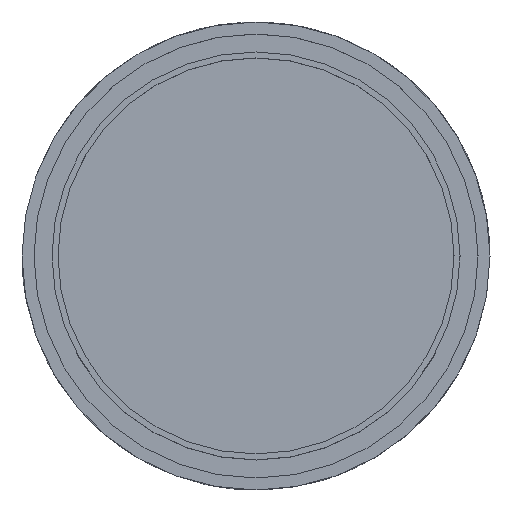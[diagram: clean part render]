
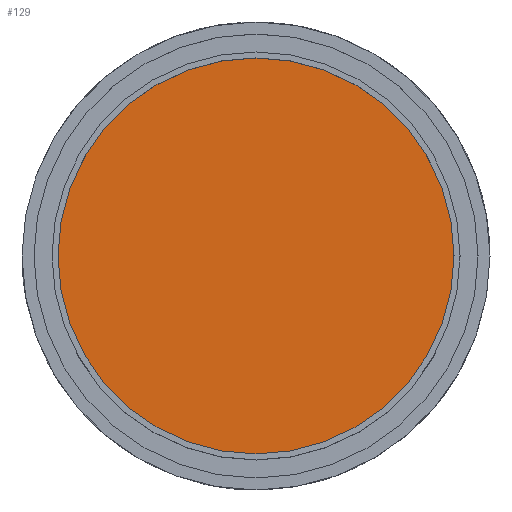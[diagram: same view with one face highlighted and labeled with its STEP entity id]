
A CAD part, top view. The second image highlights one B-rep face of the part: STEP entity #129.
In plain terms, the highlighted planar face has unit normal (0, 0, 1).
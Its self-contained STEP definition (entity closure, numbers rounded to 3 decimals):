
#19=PLANE('',#155);
#33=CIRCLE('',#154,16.5);
#46=FACE_OUTER_BOUND('',#56,.T.);
#56=EDGE_LOOP('',(#109));
#74=VERTEX_POINT('',#365);
#87=EDGE_CURVE('',#74,#74,#33,.T.);
#109=ORIENTED_EDGE('',*,*,#87,.F.);
#129=ADVANCED_FACE('',(#46),#19,.F.);
#154=AXIS2_PLACEMENT_3D('',#367,#179,#180);
#155=AXIS2_PLACEMENT_3D('',#368,#181,#182);
#179=DIRECTION('center_axis',(0.,0.,-1.));
#180=DIRECTION('ref_axis',(1.,0.,0.));
#181=DIRECTION('center_axis',(0.,0.,-1.));
#182=DIRECTION('ref_axis',(1.,0.,0.));
#365=CARTESIAN_POINT('',(-16.5,0.,3.));
#367=CARTESIAN_POINT('Origin',(0.,0.,3.));
#368=CARTESIAN_POINT('Origin',(0.,0.,3.));
